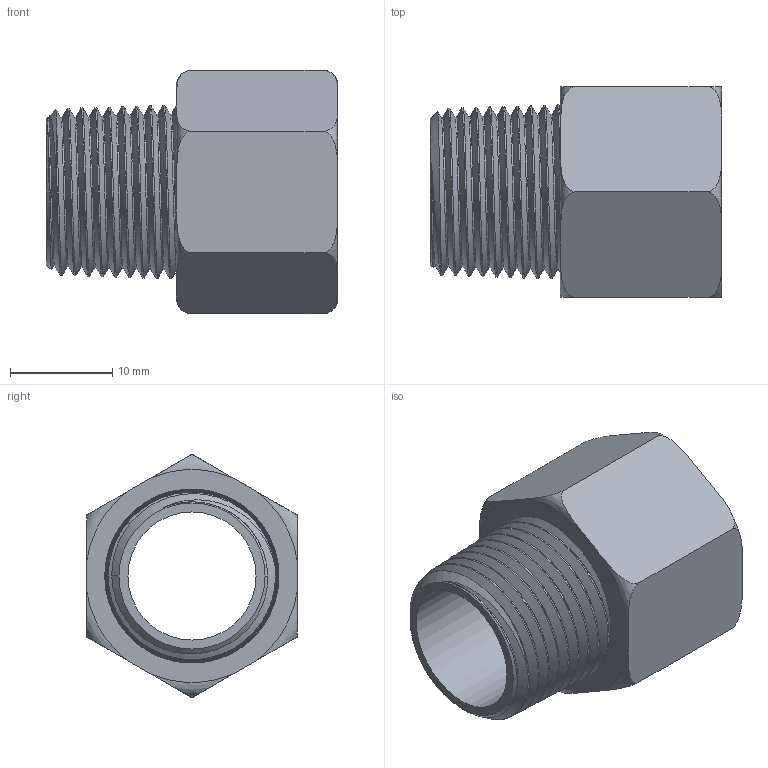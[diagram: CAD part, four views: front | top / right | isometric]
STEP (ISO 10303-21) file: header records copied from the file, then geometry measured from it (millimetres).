
FILE_DESCRIPTION(/* description */ (''),/* implementation_level */ '2;1');
FILE_NAME(/* name */ '120-G3-N3.stp',/* time_stamp */ '2024-01-23T10:09:20-05:00',/* author */ ('esanner'),/* organization */ (''),/* preprocessor_version */ 'ST-DEVELOPER v19',/* originating_system */ 'AutoCAD Mechanical',/* authorisation */ '');
FILE_SCHEMA (('AUTOMOTIVE_DESIGN { 1 0 10303 214 3 1 1 }'));
Length unit declared in the file: millimetre
Products named in the file (2): Product; 120-G3-N3
Assembly tree (1 placements, depth 2):
  Product
    120-G3-N3
Bounding box: 28.45 x 20.6 x 23.79 mm (x, y, z)
Volume: 3947.7 mm3; surface area: 4168.2 mm2
Topology: 1 solids, 1 shells, 73 faces, 203 edges, 134 vertices
Faces by surface type: cone 28, cylinder 17, torus 12, plane 10, bspline 6
Full cylindrical faces by diameter (mm): 12.522 x1
Entity records: 11705 total; most frequent: CARTESIAN_POINT 10010, ORIENTED_EDGE 408, DIRECTION 262, EDGE_CURVE 204, VERTEX_POINT 135, AXIS2_PLACEMENT_3D 100, B_SPLINE_CURVE_WITH_KNOTS 96, EDGE_LOOP 77
